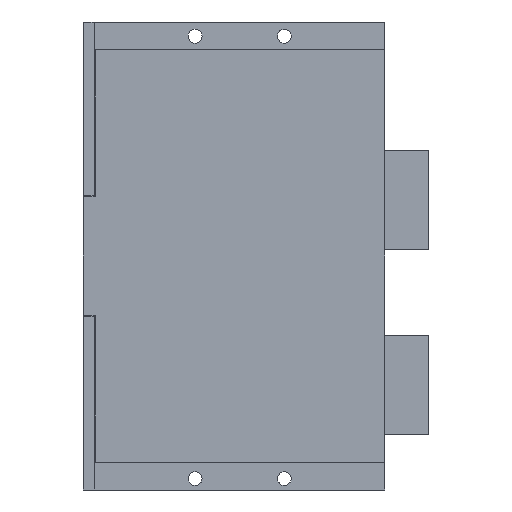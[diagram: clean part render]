
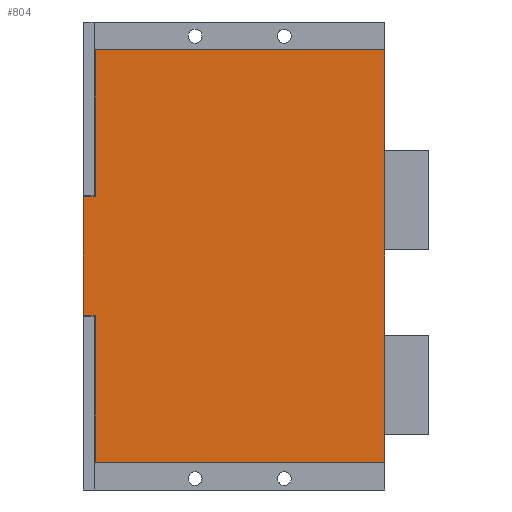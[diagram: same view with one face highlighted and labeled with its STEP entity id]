
A CAD part, front view. The second image highlights one B-rep face of the part: STEP entity #804.
In plain terms, the highlighted planar face has unit normal (0, -1, 0).
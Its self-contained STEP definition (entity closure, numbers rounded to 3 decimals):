
#154=ORIENTED_EDGE('',*,*,#332,.F.);
#155=ORIENTED_EDGE('',*,*,#340,.F.);
#156=ORIENTED_EDGE('',*,*,#338,.F.);
#157=ORIENTED_EDGE('',*,*,#305,.F.);
#158=ORIENTED_EDGE('',*,*,#337,.F.);
#159=ORIENTED_EDGE('',*,*,#335,.F.);
#160=ORIENTED_EDGE('',*,*,#333,.F.);
#161=ORIENTED_EDGE('',*,*,#323,.F.);
#305=EDGE_CURVE('',#409,#410,#484,.T.);
#323=EDGE_CURVE('',#423,#424,#502,.T.);
#332=EDGE_CURVE('',#429,#423,#507,.T.);
#333=EDGE_CURVE('',#424,#430,#508,.T.);
#335=EDGE_CURVE('',#430,#431,#510,.T.);
#337=EDGE_CURVE('',#431,#409,#512,.T.);
#338=EDGE_CURVE('',#410,#432,#513,.T.);
#340=EDGE_CURVE('',#432,#429,#515,.T.);
#409=VERTEX_POINT('',#1200);
#410=VERTEX_POINT('',#1202);
#423=VERTEX_POINT('',#1234);
#424=VERTEX_POINT('',#1236);
#429=VERTEX_POINT('',#1252);
#430=VERTEX_POINT('',#1256);
#431=VERTEX_POINT('',#1260);
#432=VERTEX_POINT('',#1266);
#484=LINE('',#1201,#582);
#502=LINE('',#1235,#600);
#507=LINE('',#1253,#605);
#508=LINE('',#1255,#606);
#510=LINE('',#1259,#608);
#512=LINE('',#1263,#610);
#513=LINE('',#1265,#611);
#515=LINE('',#1269,#613);
#582=VECTOR('',#965,1000.);
#600=VECTOR('',#987,1000.);
#605=VECTOR('',#1006,1000.);
#606=VECTOR('',#1009,1000.);
#608=VECTOR('',#1013,1000.);
#610=VECTOR('',#1017,1000.);
#611=VECTOR('',#1020,1000.);
#613=VECTOR('',#1024,1000.);
#666=EDGE_LOOP('',(#154,#155,#156,#157,#158,#159,#160,#161));
#722=FACE_BOUND('',#666,.T.);
#768=PLANE('',#870);
#804=ADVANCED_FACE('',(#722),#768,.F.);
#870=AXIS2_PLACEMENT_3D('',#1270,#1025,#1026);
#965=DIRECTION('',(0.,0.,1.));
#987=DIRECTION('',(0.,0.,-1.));
#1006=DIRECTION('',(1.,0.,0.));
#1009=DIRECTION('',(-1.,0.,0.));
#1013=DIRECTION('',(0.,0.,1.));
#1017=DIRECTION('',(-1.,0.,0.));
#1020=DIRECTION('',(1.,0.,0.));
#1024=DIRECTION('',(0.,0.,1.));
#1025=DIRECTION('',(0.,1.,0.));
#1026=DIRECTION('',(0.,0.,1.));
#1200=CARTESIAN_POINT('',(0.,-33.,44.));
#1201=CARTESIAN_POINT('',(0.,-33.,74.));
#1202=CARTESIAN_POINT('',(0.,-33.,74.));
#1234=CARTESIAN_POINT('',(76.,-33.,111.));
#1235=CARTESIAN_POINT('',(76.,-33.,111.));
#1236=CARTESIAN_POINT('',(76.,-33.,7.));
#1252=CARTESIAN_POINT('',(3.,-33.,111.));
#1253=CARTESIAN_POINT('',(3.,-33.,111.));
#1255=CARTESIAN_POINT('',(3.,-33.,7.));
#1256=CARTESIAN_POINT('',(3.,-33.,7.));
#1259=CARTESIAN_POINT('',(3.,-33.,7.));
#1260=CARTESIAN_POINT('',(3.,-33.,44.));
#1263=CARTESIAN_POINT('',(0.,-33.,44.));
#1265=CARTESIAN_POINT('',(3.,-33.,74.));
#1266=CARTESIAN_POINT('',(3.,-33.,74.));
#1269=CARTESIAN_POINT('',(3.,-33.,74.));
#1270=CARTESIAN_POINT('',(0.,-33.,0.));
